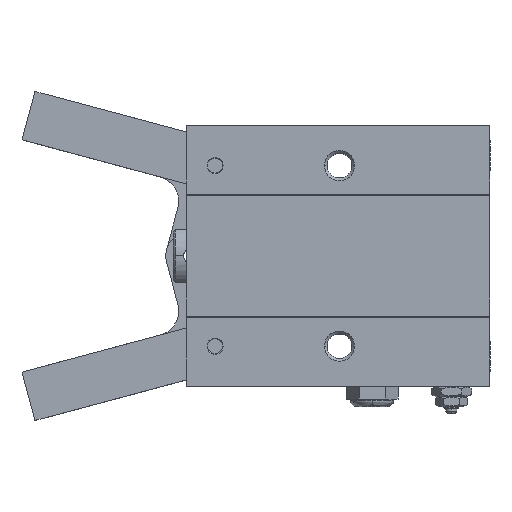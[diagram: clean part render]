
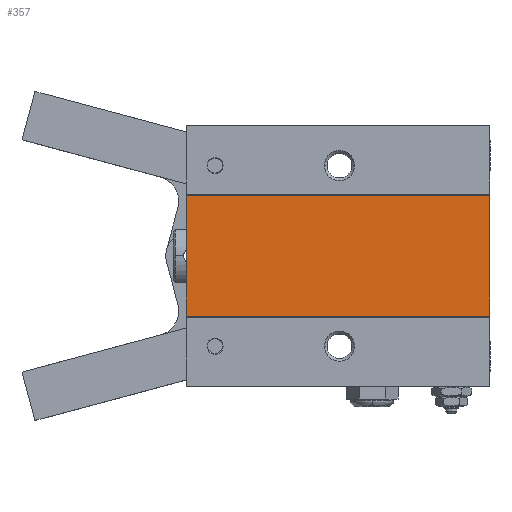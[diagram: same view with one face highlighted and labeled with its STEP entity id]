
A CAD part, top view. The second image highlights one B-rep face of the part: STEP entity #357.
In plain terms, the highlighted planar face has unit normal (0, 0, 1).
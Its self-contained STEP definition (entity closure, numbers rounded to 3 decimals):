
#192 = FACE_OUTER_BOUND ( 'NONE', #7966, .T. ) ;
#357 = ADVANCED_FACE ( 'NONE', ( #192 ), #4031, .T. ) ;
#551 = CARTESIAN_POINT ( 'NONE',  ( 0., -12., 16.45 ) ) ;
#694 = LINE ( 'NONE', #9137, #5972 ) ;
#1511 = LINE ( 'NONE', #4914, #8934 ) ;
#1547 = VERTEX_POINT ( 'NONE', #6295 ) ;
#1584 = CARTESIAN_POINT ( 'NONE',  ( 0., 12., 16.45 ) ) ;
#1605 = EDGE_CURVE ( 'NONE', #1742, #1547, #1511, .T. ) ;
#1742 = VERTEX_POINT ( 'NONE', #1584 ) ;
#2043 = CARTESIAN_POINT ( 'NONE',  ( -60.5, -12., 16.45 ) ) ;
#2573 = CARTESIAN_POINT ( 'NONE',  ( -60.5, 12., 16.45 ) ) ;
#2574 = ORIENTED_EDGE ( 'NONE', *, *, #1605, .F. ) ;
#2803 = ORIENTED_EDGE ( 'NONE', *, *, #4498, .T. ) ;
#3054 = LINE ( 'NONE', #551, #6863 ) ;
#3375 = DIRECTION ( 'NONE',  ( -1., 0., 0. ) ) ;
#3610 = LINE ( 'NONE', #6374, #7205 ) ;
#4031 = PLANE ( 'NONE',  #7673 ) ;
#4128 = EDGE_CURVE ( 'NONE', #1742, #5353, #694, .T. ) ;
#4221 = VERTEX_POINT ( 'NONE', #2043 ) ;
#4236 = EDGE_CURVE ( 'NONE', #5353, #4221, #3610, .T. ) ;
#4498 = EDGE_CURVE ( 'NONE', #4221, #1547, #3054, .T. ) ;
#4715 = CARTESIAN_POINT ( 'NONE',  ( 0., 12., 16.45 ) ) ;
#4746 = DIRECTION ( 'NONE',  ( 1., 0., 0. ) ) ;
#4914 = CARTESIAN_POINT ( 'NONE',  ( 0., 0., 16.45 ) ) ;
#5353 = VERTEX_POINT ( 'NONE', #2573 ) ;
#5385 = ORIENTED_EDGE ( 'NONE', *, *, #4236, .T. ) ;
#5972 = VECTOR ( 'NONE', #3375, 1000. ) ;
#6295 = CARTESIAN_POINT ( 'NONE',  ( 0., -12., 16.45 ) ) ;
#6374 = CARTESIAN_POINT ( 'NONE',  ( -60.5, 12., 16.45 ) ) ;
#6863 = VECTOR ( 'NONE', #7696, 1000. ) ;
#7093 = DIRECTION ( 'NONE',  ( 0., -1., 0. ) ) ;
#7205 = VECTOR ( 'NONE', #7093, 1000. ) ;
#7673 = AXIS2_PLACEMENT_3D ( 'NONE', #4715, #9091, #4746 ) ;
#7696 = DIRECTION ( 'NONE',  ( 1., 0., 0. ) ) ;
#7966 = EDGE_LOOP ( 'NONE', ( #2574, #8291, #5385, #2803 ) ) ;
#8291 = ORIENTED_EDGE ( 'NONE', *, *, #4128, .T. ) ;
#8545 = DIRECTION ( 'NONE',  ( 0., -1., 0. ) ) ;
#8934 = VECTOR ( 'NONE', #8545, 1000. ) ;
#9091 = DIRECTION ( 'NONE',  ( 0., 0., 1. ) ) ;
#9137 = CARTESIAN_POINT ( 'NONE',  ( 0., 12., 16.45 ) ) ;
